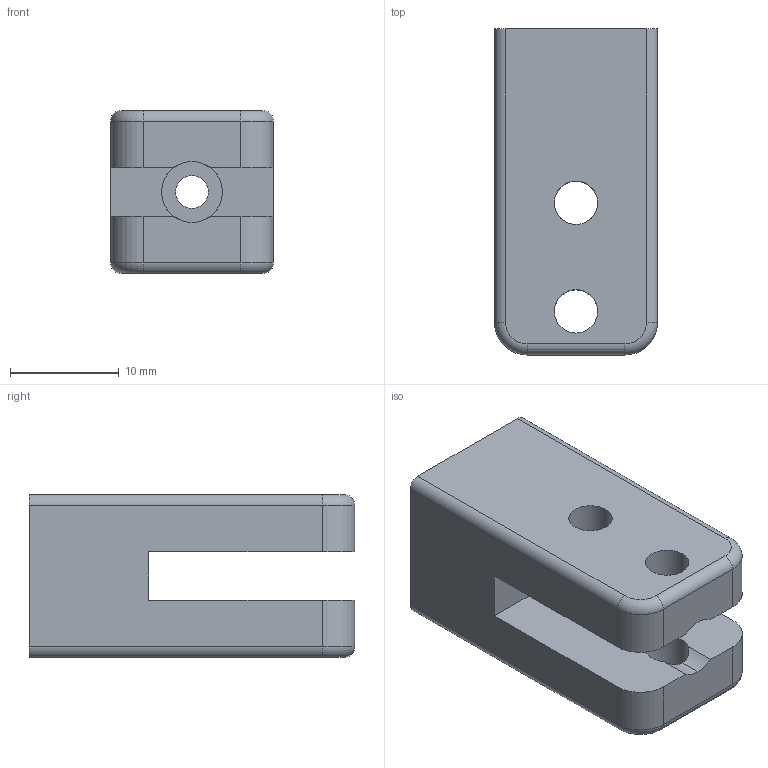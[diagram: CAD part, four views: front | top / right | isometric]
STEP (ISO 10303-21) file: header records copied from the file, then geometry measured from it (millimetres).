
FILE_DESCRIPTION (( 'STEP AP214' ), '1' );
FILE_NAME ('Sphere Joint Arm Connector.STEP', '2025-11-14T03:41:01', ( '' ), ( '' ), 'SwSTEP 2.0', 'SolidWorks 2025', '' );
FILE_SCHEMA (( 'AUTOMOTIVE_DESIGN' ));
Length unit declared in the file: millimetre
Products named in the file (1): Sphere Joint Arm Connector
Bounding box: 15 x 30 x 15 mm (x, y, z)
Volume: 4825.2 mm3; surface area: 2872.6 mm2
Topology: 1 solids, 1 shells, 51 faces, 148 edges, 96 vertices
Faces by surface type: cylinder 30, plane 17, torus 4
Entity records: 1859 total; most frequent: CARTESIAN_POINT 437, DIRECTION 302, ORIENTED_EDGE 296, EDGE_CURVE 148, AXIS2_PLACEMENT_3D 115, VERTEX_POINT 96, VECTOR 72, LINE 72
